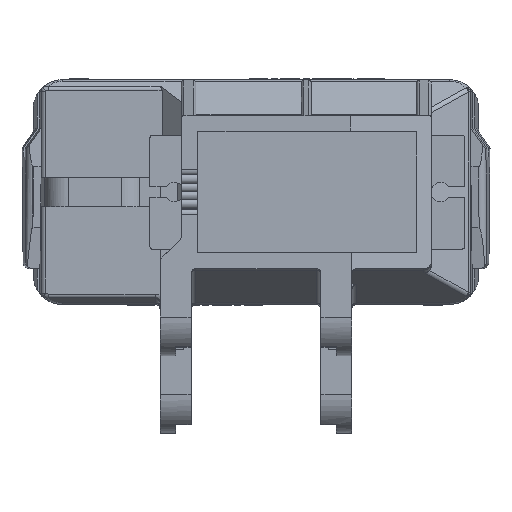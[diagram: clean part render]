
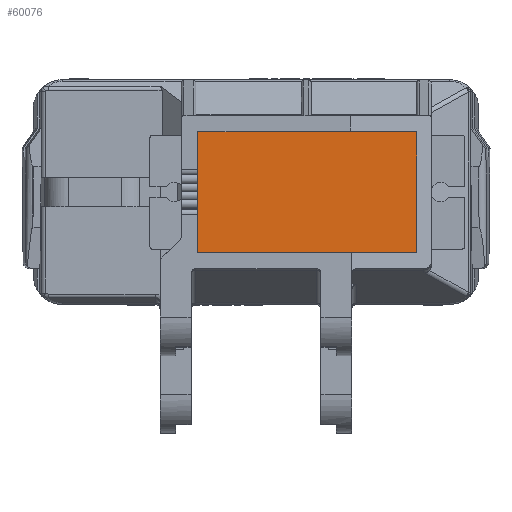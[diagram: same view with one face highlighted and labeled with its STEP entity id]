
A CAD part, front view. The second image highlights one B-rep face of the part: STEP entity #60076.
In plain terms, the highlighted planar face has unit normal (0, -1, 0).
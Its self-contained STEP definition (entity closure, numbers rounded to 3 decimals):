
#525 = CARTESIAN_POINT ( 'NONE',  ( -23.353, 2.797, 19.279 ) ) ;
#3001 = DIRECTION ( 'NONE',  ( -1., 0., 0. ) ) ;
#3204 = EDGE_LOOP ( 'NONE', ( #25492, #25293, #33979, #17528 ) ) ;
#3948 = VERTEX_POINT ( 'NONE', #61971 ) ;
#4043 = EDGE_CURVE ( 'NONE', #31530, #10541, #40559, .T. ) ;
#7717 = DIRECTION ( 'NONE',  ( 1., 0., 0. ) ) ;
#8841 = EDGE_CURVE ( 'NONE', #3948, #35293, #28298, .T. ) ;
#9971 = FACE_OUTER_BOUND ( 'NONE', #3204, .T. ) ;
#10383 = EDGE_CURVE ( 'NONE', #35293, #31530, #48183, .T. ) ;
#10514 = DIRECTION ( 'NONE',  ( 0., 0., -1. ) ) ;
#10541 = VERTEX_POINT ( 'NONE', #20482 ) ;
#11868 = VECTOR ( 'NONE', #3001, 1000. ) ;
#14440 = LINE ( 'NONE', #29961, #11868 ) ;
#17528 = ORIENTED_EDGE ( 'NONE', *, *, #53576, .T. ) ;
#17930 = VECTOR ( 'NONE', #10514, 1000. ) ;
#20187 = PLANE ( 'NONE',  #66675 ) ;
#20482 = CARTESIAN_POINT ( 'NONE',  ( 21.649, 2.797, 31.697 ) ) ;
#25293 = ORIENTED_EDGE ( 'NONE', *, *, #10383, .T. ) ;
#25492 = ORIENTED_EDGE ( 'NONE', *, *, #8841, .T. ) ;
#25632 = CARTESIAN_POINT ( 'NONE',  ( 21.649, 2.797, 19.279 ) ) ;
#28298 = LINE ( 'NONE', #48898, #17930 ) ;
#29961 = CARTESIAN_POINT ( 'NONE',  ( 10.349, 2.797, 31.697 ) ) ;
#31260 = CARTESIAN_POINT ( 'NONE',  ( 10.349, 2.797, 25.488 ) ) ;
#31530 = VERTEX_POINT ( 'NONE', #25632 ) ;
#33979 = ORIENTED_EDGE ( 'NONE', *, *, #4043, .T. ) ;
#35293 = VERTEX_POINT ( 'NONE', #57038 ) ;
#36043 = VECTOR ( 'NONE', #7717, 1000. ) ;
#40559 = LINE ( 'NONE', #61167, #41415 ) ;
#41415 = VECTOR ( 'NONE', #45298, 1000. ) ;
#45298 = DIRECTION ( 'NONE',  ( 0., 0., 1. ) ) ;
#48183 = LINE ( 'NONE', #525, #36043 ) ;
#48898 = CARTESIAN_POINT ( 'NONE',  ( -0.951, 2.797, 19.606 ) ) ;
#53576 = EDGE_CURVE ( 'NONE', #10541, #3948, #14440, .T. ) ;
#57038 = CARTESIAN_POINT ( 'NONE',  ( -0.951, 2.797, 19.279 ) ) ;
#60076 = ADVANCED_FACE ( 'NONE', ( #9971 ), #20187, .T. ) ;
#61167 = CARTESIAN_POINT ( 'NONE',  ( 21.649, 2.797, 19.606 ) ) ;
#61971 = CARTESIAN_POINT ( 'NONE',  ( -0.951, 2.797, 31.697 ) ) ;
#66675 = AXIS2_PLACEMENT_3D ( 'NONE', #31260, #69927, #69475 ) ;
#69475 = DIRECTION ( 'NONE',  ( 0., 0., -1. ) ) ;
#69927 = DIRECTION ( 'NONE',  ( 0., -1., 0. ) ) ;
